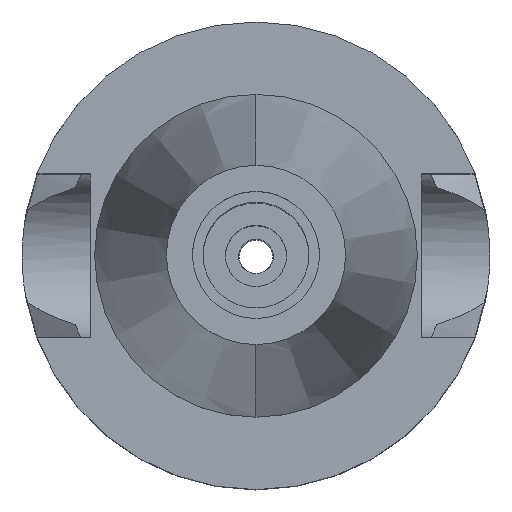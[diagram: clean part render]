
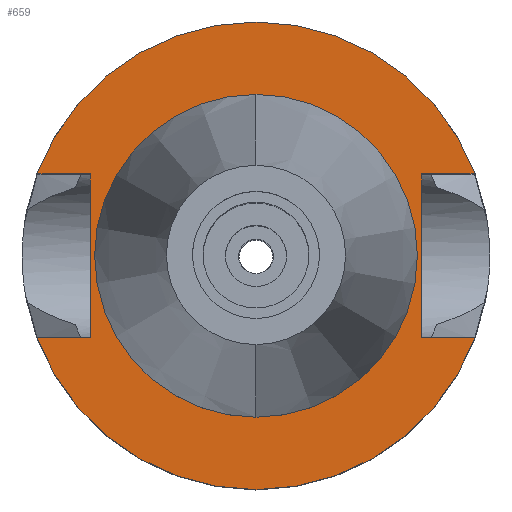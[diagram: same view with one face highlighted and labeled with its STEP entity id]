
A CAD part, top view. The second image highlights one B-rep face of the part: STEP entity #659.
In plain terms, the highlighted planar face has unit normal (0, 0, 1).
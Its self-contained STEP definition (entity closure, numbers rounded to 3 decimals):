
#23 = VERTEX_POINT ( 'NONE', #449 ) ;
#68 = AXIS2_PLACEMENT_3D ( 'NONE', #613, #2872, #180 ) ;
#102 = VERTEX_POINT ( 'NONE', #941 ) ;
#113 = LINE ( 'NONE', #128, #1196 ) ;
#128 = CARTESIAN_POINT ( 'NONE',  ( 16.3, 8.05, -1. ) ) ;
#130 = ORIENTED_EDGE ( 'NONE', *, *, #2436, .F. ) ;
#142 = CARTESIAN_POINT ( 'NONE',  ( 0., -15.875, -1. ) ) ;
#166 = CARTESIAN_POINT ( 'NONE',  ( 21.545, -8.05, -1. ) ) ;
#178 = CARTESIAN_POINT ( 'NONE',  ( -21.545, 8.05, -1. ) ) ;
#180 = DIRECTION ( 'NONE',  ( 0., -1., 0. ) ) ;
#207 = DIRECTION ( 'NONE',  ( 0., -1., 0. ) ) ;
#240 = ORIENTED_EDGE ( 'NONE', *, *, #1047, .F. ) ;
#264 = FACE_OUTER_BOUND ( 'NONE', #511, .T. ) ;
#277 = CARTESIAN_POINT ( 'NONE',  ( 0., 0., -1. ) ) ;
#280 = CARTESIAN_POINT ( 'NONE',  ( -16.3, -8.05, -1. ) ) ;
#294 = EDGE_CURVE ( 'NONE', #1739, #102, #1355, .T. ) ;
#298 = CIRCLE ( 'NONE', #1975, 23. ) ;
#338 = VERTEX_POINT ( 'NONE', #1353 ) ;
#377 = DIRECTION ( 'NONE',  ( -1., 0., 0. ) ) ;
#389 = LINE ( 'NONE', #1297, #767 ) ;
#404 = ORIENTED_EDGE ( 'NONE', *, *, #696, .F. ) ;
#448 = CARTESIAN_POINT ( 'NONE',  ( 0., 0., -1. ) ) ;
#449 = CARTESIAN_POINT ( 'NONE',  ( -16.3, -8.05, -1. ) ) ;
#511 = EDGE_LOOP ( 'NONE', ( #2404, #2705, #240, #130, #2855, #2491, #2669, #404 ) ) ;
#552 = CARTESIAN_POINT ( 'NONE',  ( -16.3, 8.05, -1. ) ) ;
#613 = CARTESIAN_POINT ( 'NONE',  ( 0., 0., -1. ) ) ;
#644 = LINE ( 'NONE', #2804, #819 ) ;
#659 = ADVANCED_FACE ( 'NONE', ( #264, #1163 ), #2089, .F. ) ;
#676 = EDGE_CURVE ( 'NONE', #758, #1246, #644, .T. ) ;
#696 = EDGE_CURVE ( 'NONE', #23, #758, #1042, .T. ) ;
#739 = DIRECTION ( 'NONE',  ( -1., 0., 0. ) ) ;
#758 = VERTEX_POINT ( 'NONE', #552 ) ;
#767 = VECTOR ( 'NONE', #1991, 1000. ) ;
#819 = VECTOR ( 'NONE', #377, 1000. ) ;
#842 = CARTESIAN_POINT ( 'NONE',  ( 0., 0., -1. ) ) ;
#880 = DIRECTION ( 'NONE',  ( 0., 1., 0. ) ) ;
#918 = EDGE_CURVE ( 'NONE', #102, #1739, #2411, .T. ) ;
#922 = VERTEX_POINT ( 'NONE', #1530 ) ;
#941 = CARTESIAN_POINT ( 'NONE',  ( 0., 15.875, -1. ) ) ;
#980 = AXIS2_PLACEMENT_3D ( 'NONE', #1406, #1879, #2767 ) ;
#1019 = AXIS2_PLACEMENT_3D ( 'NONE', #277, #1180, #2033 ) ;
#1042 = LINE ( 'NONE', #1446, #2355 ) ;
#1047 = EDGE_CURVE ( 'NONE', #922, #1299, #389, .T. ) ;
#1163 = FACE_BOUND ( 'NONE', #2881, .T. ) ;
#1180 = DIRECTION ( 'NONE',  ( 0., 0., -1. ) ) ;
#1196 = VECTOR ( 'NONE', #2633, 1000. ) ;
#1246 = VERTEX_POINT ( 'NONE', #178 ) ;
#1297 = CARTESIAN_POINT ( 'NONE',  ( 16.3, -8.05, -1. ) ) ;
#1298 = ORIENTED_EDGE ( 'NONE', *, *, #294, .F. ) ;
#1299 = VERTEX_POINT ( 'NONE', #166 ) ;
#1308 = EDGE_CURVE ( 'NONE', #2662, #2866, #113, .T. ) ;
#1341 = EDGE_CURVE ( 'NONE', #1299, #338, #298, .T. ) ;
#1353 = CARTESIAN_POINT ( 'NONE',  ( -21.545, -8.05, -1. ) ) ;
#1355 = CIRCLE ( 'NONE', #68, 15.875 ) ;
#1406 = CARTESIAN_POINT ( 'NONE',  ( 0., 0., -1. ) ) ;
#1446 = CARTESIAN_POINT ( 'NONE',  ( -16.3, -8.05, -1. ) ) ;
#1477 = CARTESIAN_POINT ( 'NONE',  ( 21.545, 8.05, -1. ) ) ;
#1530 = CARTESIAN_POINT ( 'NONE',  ( 16.3, -8.05, -1. ) ) ;
#1716 = VECTOR ( 'NONE', #739, 1000. ) ;
#1739 = VERTEX_POINT ( 'NONE', #142 ) ;
#1762 = DIRECTION ( 'NONE',  ( 0., -1., 0. ) ) ;
#1874 = AXIS2_PLACEMENT_3D ( 'NONE', #448, #2675, #880 ) ;
#1879 = DIRECTION ( 'NONE',  ( 0., 0., -1. ) ) ;
#1951 = DIRECTION ( 'NONE',  ( 0., 0., -1. ) ) ;
#1975 = AXIS2_PLACEMENT_3D ( 'NONE', #842, #1951, #1762 ) ;
#1991 = DIRECTION ( 'NONE',  ( 1., 0., 0. ) ) ;
#2033 = DIRECTION ( 'NONE',  ( 0., -1., 0. ) ) ;
#2089 = PLANE ( 'NONE',  #1019 ) ;
#2178 = DIRECTION ( 'NONE',  ( 0., 1., 0. ) ) ;
#2192 = ORIENTED_EDGE ( 'NONE', *, *, #918, .F. ) ;
#2355 = VECTOR ( 'NONE', #2178, 1000. ) ;
#2404 = ORIENTED_EDGE ( 'NONE', *, *, #2663, .T. ) ;
#2411 = CIRCLE ( 'NONE', #1874, 15.875 ) ;
#2436 = EDGE_CURVE ( 'NONE', #2662, #922, #2686, .T. ) ;
#2437 = CIRCLE ( 'NONE', #980, 23. ) ;
#2491 = ORIENTED_EDGE ( 'NONE', *, *, #2615, .F. ) ;
#2495 = CARTESIAN_POINT ( 'NONE',  ( 16.3, 8.05, -1. ) ) ;
#2574 = CARTESIAN_POINT ( 'NONE',  ( 16.3, 8.05, -1. ) ) ;
#2615 = EDGE_CURVE ( 'NONE', #1246, #2866, #2437, .T. ) ;
#2633 = DIRECTION ( 'NONE',  ( 1., 0., 0. ) ) ;
#2662 = VERTEX_POINT ( 'NONE', #2574 ) ;
#2663 = EDGE_CURVE ( 'NONE', #23, #338, #2756, .T. ) ;
#2669 = ORIENTED_EDGE ( 'NONE', *, *, #676, .F. ) ;
#2675 = DIRECTION ( 'NONE',  ( 0., 0., 1. ) ) ;
#2686 = LINE ( 'NONE', #2495, #2788 ) ;
#2705 = ORIENTED_EDGE ( 'NONE', *, *, #1341, .F. ) ;
#2756 = LINE ( 'NONE', #280, #1716 ) ;
#2767 = DIRECTION ( 'NONE',  ( 0., 1., 0. ) ) ;
#2788 = VECTOR ( 'NONE', #207, 1000. ) ;
#2804 = CARTESIAN_POINT ( 'NONE',  ( -16.3, 8.05, -1. ) ) ;
#2855 = ORIENTED_EDGE ( 'NONE', *, *, #1308, .T. ) ;
#2866 = VERTEX_POINT ( 'NONE', #1477 ) ;
#2872 = DIRECTION ( 'NONE',  ( 0., 0., 1. ) ) ;
#2881 = EDGE_LOOP ( 'NONE', ( #2192, #1298 ) ) ;
